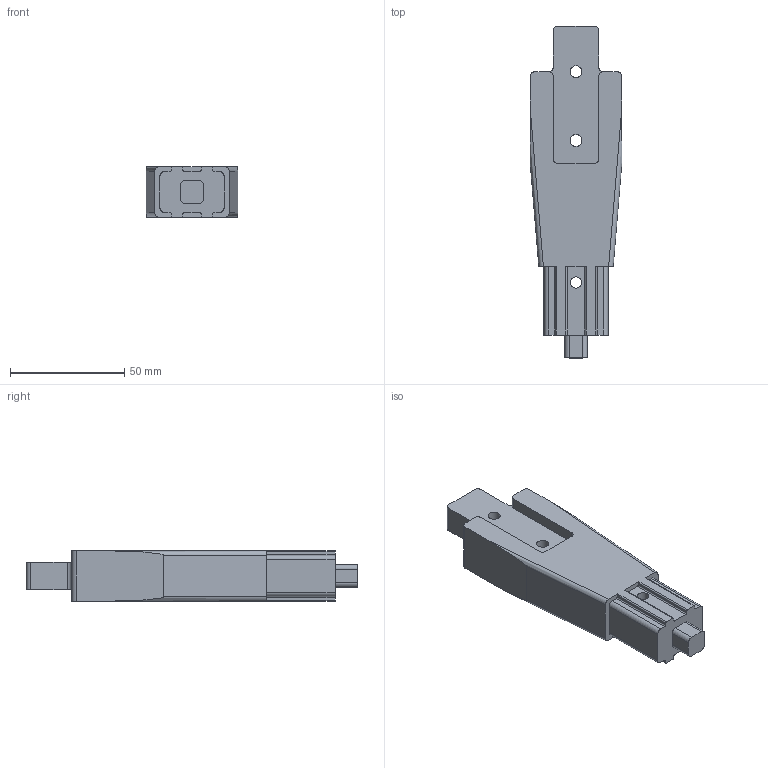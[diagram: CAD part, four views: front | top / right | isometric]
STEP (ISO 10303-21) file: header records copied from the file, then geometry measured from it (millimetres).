
FILE_DESCRIPTION(/* description */ (''),/* implementation_level */ '2;1');
FILE_NAME(/* name */ 'RP_Calf-Link.stp',/* time_stamp */ '2025-06-16T13:08:05+09:00',/* author */ ('佐藤智貴'),/* organization */ (''),/* preprocessor_version */ 'ST-DEVELOPER v20',/* originating_system */ 'Autodesk Inventor 2024',/* authorisation */ '');
FILE_SCHEMA (('AUTOMOTIVE_DESIGN { 1 0 10303 214 3 1 1 }'));
Length unit declared in the file: millimetre
Products named in the file (1): RP_Calf-Link
Bounding box: 40 x 145 x 22 mm (x, y, z)
Volume: 83995.7 mm3; surface area: 17531.7 mm2
Topology: 1 solids, 1 shells, 90 faces, 257 edges, 170 vertices
Faces by surface type: cylinder 45, plane 45
Full cylindrical faces by diameter (mm): 5 x1, 5.2 x2
Entity records: 3014 total; most frequent: DIRECTION 529, CARTESIAN_POINT 518, ORIENTED_EDGE 514, EDGE_CURVE 257, AXIS2_PLACEMENT_3D 181, VERTEX_POINT 170, LINE 167, VECTOR 167
